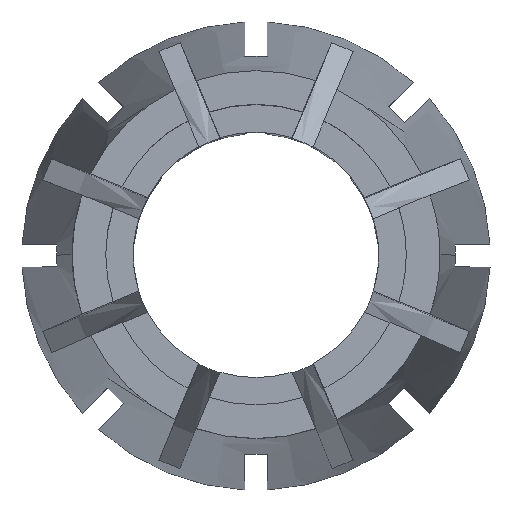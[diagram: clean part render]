
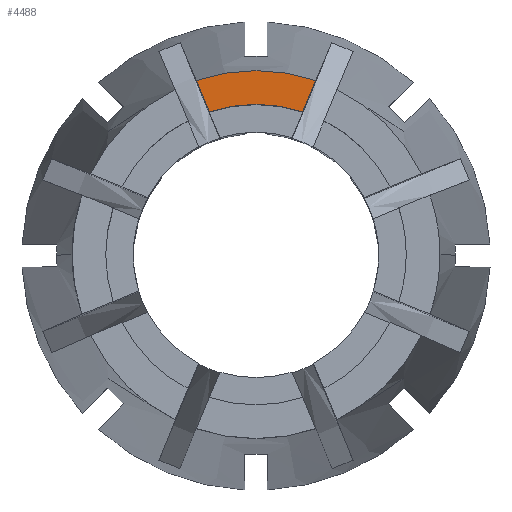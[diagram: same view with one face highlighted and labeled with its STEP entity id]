
A CAD part, top view. The second image highlights one B-rep face of the part: STEP entity #4488.
In plain terms, the highlighted planar face has unit normal (0, 0, 1).
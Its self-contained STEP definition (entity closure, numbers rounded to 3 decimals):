
#300 = DIRECTION ( 'NONE',  ( -1., 0., 0. ) ) ;
#378 = ORIENTED_EDGE ( 'NONE', *, *, #903, .T. ) ;
#535 = LINE ( 'NONE', #4210, #4006 ) ;
#592 = CIRCLE ( 'NONE', #705, 4.9 ) ;
#705 = AXIS2_PLACEMENT_3D ( 'NONE', #1854, #1864, #2170 ) ;
#706 = EDGE_CURVE ( 'NONE', #2265, #3925, #1295, .T. ) ;
#721 = ORIENTED_EDGE ( 'NONE', *, *, #1185, .F. ) ;
#806 = ORIENTED_EDGE ( 'NONE', *, *, #1242, .T. ) ;
#848 = AXIS2_PLACEMENT_3D ( 'NONE', #4480, #2377, #300 ) ;
#897 = CARTESIAN_POINT ( 'NONE',  ( -1.945, 5.676, 0. ) ) ;
#903 = EDGE_CURVE ( 'NONE', #4408, #2386, #535, .T. ) ;
#1158 = AXIS2_PLACEMENT_3D ( 'NONE', #3310, #3541, #3193 ) ;
#1185 = EDGE_CURVE ( 'NONE', #4408, #2265, #592, .T. ) ;
#1204 = CARTESIAN_POINT ( 'NONE',  ( 0.346, 0.144, 0. ) ) ;
#1242 = EDGE_CURVE ( 'NONE', #2386, #3925, #2101, .T. ) ;
#1295 = LINE ( 'NONE', #1204, #3006 ) ;
#1500 = ORIENTED_EDGE ( 'NONE', *, *, #706, .F. ) ;
#1854 = CARTESIAN_POINT ( 'NONE',  ( 0., 0., 0. ) ) ;
#1864 = DIRECTION ( 'NONE',  ( 0., 0., 1. ) ) ;
#1950 = DIRECTION ( 'NONE',  ( -0.383, 0.924, 0. ) ) ;
#2031 = PLANE ( 'NONE',  #848 ) ;
#2101 = CIRCLE ( 'NONE', #1158, 6. ) ;
#2170 = DIRECTION ( 'NONE',  ( 1., 0., 0. ) ) ;
#2200 = FACE_OUTER_BOUND ( 'NONE', #4518, .T. ) ;
#2265 = VERTEX_POINT ( 'NONE', #3175 ) ;
#2315 = CARTESIAN_POINT ( 'NONE',  ( 1.523, 4.657, 0. ) ) ;
#2377 = DIRECTION ( 'NONE',  ( 0., 0., -1. ) ) ;
#2386 = VERTEX_POINT ( 'NONE', #4312 ) ;
#3006 = VECTOR ( 'NONE', #1950, 1000. ) ;
#3102 = DIRECTION ( 'NONE',  ( 0.383, 0.924, 0. ) ) ;
#3175 = CARTESIAN_POINT ( 'NONE',  ( -1.523, 4.657, 0. ) ) ;
#3193 = DIRECTION ( 'NONE',  ( 1., 0., 0. ) ) ;
#3310 = CARTESIAN_POINT ( 'NONE',  ( 0., 0., 0. ) ) ;
#3541 = DIRECTION ( 'NONE',  ( 0., 0., 1. ) ) ;
#3925 = VERTEX_POINT ( 'NONE', #897 ) ;
#4006 = VECTOR ( 'NONE', #3102, 1000. ) ;
#4210 = CARTESIAN_POINT ( 'NONE',  ( -0.346, 0.144, 0. ) ) ;
#4312 = CARTESIAN_POINT ( 'NONE',  ( 1.945, 5.676, 0. ) ) ;
#4408 = VERTEX_POINT ( 'NONE', #2315 ) ;
#4480 = CARTESIAN_POINT ( 'NONE',  ( 0., 0., 0. ) ) ;
#4488 = ADVANCED_FACE ( 'NONE', ( #2200 ), #2031, .F. ) ;
#4518 = EDGE_LOOP ( 'NONE', ( #721, #378, #806, #1500 ) ) ;
